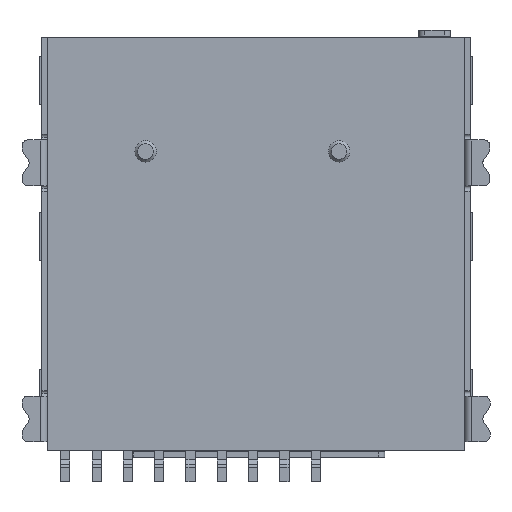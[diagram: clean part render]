
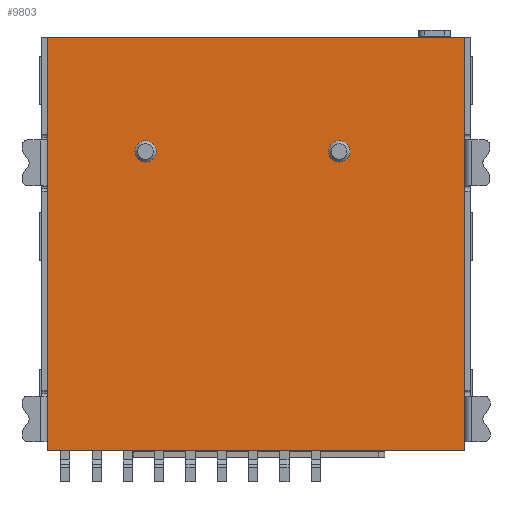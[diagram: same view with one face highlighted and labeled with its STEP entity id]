
A CAD part, front view. The second image highlights one B-rep face of the part: STEP entity #9803.
In plain terms, the highlighted planar face has unit normal (0, -1, 0).
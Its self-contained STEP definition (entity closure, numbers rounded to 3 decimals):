
#197 = AXIS2_PLACEMENT_3D ( 'NONE', #840, #1899, #3065 ) ;
#302 = EDGE_CURVE ( 'NONE', #4632, #8691, #5651, .T. ) ;
#497 = VERTEX_POINT ( 'NONE', #4665 ) ;
#840 = CARTESIAN_POINT ( 'NONE',  ( 3.4, 0., 0. ) ) ;
#1042 = AXIS2_PLACEMENT_3D ( 'NONE', #13397, #9897, #12214 ) ;
#1202 = DIRECTION ( 'NONE',  ( -1., 0., 0. ) ) ;
#1396 = EDGE_CURVE ( 'NONE', #1881, #7132, #5801, .T. ) ;
#1436 = VECTOR ( 'NONE', #7842, 1000. ) ;
#1736 = PLANE ( 'NONE',  #1042 ) ;
#1881 = VERTEX_POINT ( 'NONE', #7832 ) ;
#1899 = DIRECTION ( 'NONE',  ( 0., -1., 0. ) ) ;
#1992 = DIRECTION ( 'NONE',  ( 0., 0., -1. ) ) ;
#2158 = CARTESIAN_POINT ( 'NONE',  ( 3.4, 0., 0.375 ) ) ;
#3027 = ORIENTED_EDGE ( 'NONE', *, *, #1396, .F. ) ;
#3065 = DIRECTION ( 'NONE',  ( 0., 0., -1. ) ) ;
#3149 = CARTESIAN_POINT ( 'NONE',  ( -6.845, 0., -10.5 ) ) ;
#3215 = CARTESIAN_POINT ( 'NONE',  ( 7.805, 0., -10.5 ) ) ;
#3381 = VERTEX_POINT ( 'NONE', #3215 ) ;
#3386 = CARTESIAN_POINT ( 'NONE',  ( 7.805, 0., 4. ) ) ;
#3461 = FACE_OUTER_BOUND ( 'NONE', #12425, .T. ) ;
#3685 = LINE ( 'NONE', #3853, #3854 ) ;
#3847 = ORIENTED_EDGE ( 'NONE', *, *, #14346, .F. ) ;
#3853 = CARTESIAN_POINT ( 'NONE',  ( -6.845, 0., -25.253 ) ) ;
#3854 = VECTOR ( 'NONE', #6080, 1000. ) ;
#3901 = ORIENTED_EDGE ( 'NONE', *, *, #13469, .F. ) ;
#4319 = LINE ( 'NONE', #14888, #1436 ) ;
#4379 = AXIS2_PLACEMENT_3D ( 'NONE', #8958, #9002, #1992 ) ;
#4632 = VERTEX_POINT ( 'NONE', #2158 ) ;
#4665 = CARTESIAN_POINT ( 'NONE',  ( -6.845, 0., 4. ) ) ;
#5140 = EDGE_CURVE ( 'NONE', #8691, #4632, #6480, .T. ) ;
#5258 = DIRECTION ( 'NONE',  ( 0., -1., 0. ) ) ;
#5651 = CIRCLE ( 'NONE', #11635, 0.375 ) ;
#5751 = CARTESIAN_POINT ( 'NONE',  ( 3.4, 0., 0. ) ) ;
#5801 = CIRCLE ( 'NONE', #7610, 0.375 ) ;
#6080 = DIRECTION ( 'NONE',  ( 0., 0., 1. ) ) ;
#6480 = CIRCLE ( 'NONE', #197, 0.375 ) ;
#6554 = DIRECTION ( 'NONE',  ( 1., 0., 0. ) ) ;
#6824 = VERTEX_POINT ( 'NONE', #3149 ) ;
#7132 = VERTEX_POINT ( 'NONE', #11916 ) ;
#7384 = ORIENTED_EDGE ( 'NONE', *, *, #10465, .T. ) ;
#7499 = DIRECTION ( 'NONE',  ( 0., 0., -1. ) ) ;
#7610 = AXIS2_PLACEMENT_3D ( 'NONE', #8588, #5258, #7499 ) ;
#7832 = CARTESIAN_POINT ( 'NONE',  ( -3.4, 0., -0.375 ) ) ;
#7842 = DIRECTION ( 'NONE',  ( 0., 0., 1. ) ) ;
#8146 = EDGE_CURVE ( 'NONE', #3381, #6824, #11698, .T. ) ;
#8588 = CARTESIAN_POINT ( 'NONE',  ( -3.4, 0., 0. ) ) ;
#8589 = LINE ( 'NONE', #9866, #10783 ) ;
#8691 = VERTEX_POINT ( 'NONE', #10924 ) ;
#8784 = CIRCLE ( 'NONE', #4379, 0.375 ) ;
#8787 = EDGE_LOOP ( 'NONE', ( #3901, #3027 ) ) ;
#8958 = CARTESIAN_POINT ( 'NONE',  ( -3.4, 0., 0. ) ) ;
#9002 = DIRECTION ( 'NONE',  ( 0., -1., 0. ) ) ;
#9263 = DIRECTION ( 'NONE',  ( 0., 0., -1. ) ) ;
#9803 = ADVANCED_FACE ( 'NONE', ( #13119, #10340, #3461 ), #1736, .T. ) ;
#9866 = CARTESIAN_POINT ( 'NONE',  ( -6.845, 0., 4. ) ) ;
#9897 = DIRECTION ( 'NONE',  ( 0., -1., 0. ) ) ;
#10340 = FACE_BOUND ( 'NONE', #8787, .T. ) ;
#10465 = EDGE_CURVE ( 'NONE', #3381, #11639, #4319, .T. ) ;
#10783 = VECTOR ( 'NONE', #6554, 1000. ) ;
#10924 = CARTESIAN_POINT ( 'NONE',  ( 3.4, 0., -0.375 ) ) ;
#11221 = ORIENTED_EDGE ( 'NONE', *, *, #8146, .F. ) ;
#11261 = ORIENTED_EDGE ( 'NONE', *, *, #5140, .F. ) ;
#11635 = AXIS2_PLACEMENT_3D ( 'NONE', #5751, #15146, #9263 ) ;
#11639 = VERTEX_POINT ( 'NONE', #3386 ) ;
#11698 = LINE ( 'NONE', #11887, #11895 ) ;
#11887 = CARTESIAN_POINT ( 'NONE',  ( -6.845, 0., -10.5 ) ) ;
#11895 = VECTOR ( 'NONE', #1202, 1000. ) ;
#11916 = CARTESIAN_POINT ( 'NONE',  ( -3.4, 0., 0.375 ) ) ;
#12214 = DIRECTION ( 'NONE',  ( 0., 0., -1. ) ) ;
#12295 = EDGE_LOOP ( 'NONE', ( #15041, #11261 ) ) ;
#12425 = EDGE_LOOP ( 'NONE', ( #11221, #7384, #14585, #3847 ) ) ;
#13119 = FACE_BOUND ( 'NONE', #12295, .T. ) ;
#13397 = CARTESIAN_POINT ( 'NONE',  ( -6.845, 0., -25.253 ) ) ;
#13424 = EDGE_CURVE ( 'NONE', #497, #11639, #8589, .T. ) ;
#13469 = EDGE_CURVE ( 'NONE', #7132, #1881, #8784, .T. ) ;
#14346 = EDGE_CURVE ( 'NONE', #6824, #497, #3685, .T. ) ;
#14585 = ORIENTED_EDGE ( 'NONE', *, *, #13424, .F. ) ;
#14888 = CARTESIAN_POINT ( 'NONE',  ( 7.805, 0., -25.253 ) ) ;
#15041 = ORIENTED_EDGE ( 'NONE', *, *, #302, .F. ) ;
#15146 = DIRECTION ( 'NONE',  ( 0., -1., 0. ) ) ;
